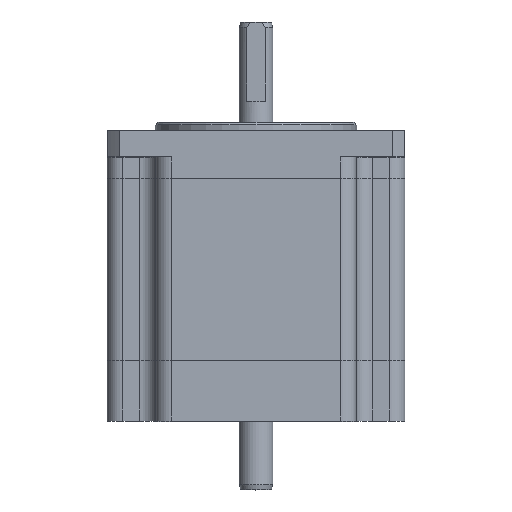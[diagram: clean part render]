
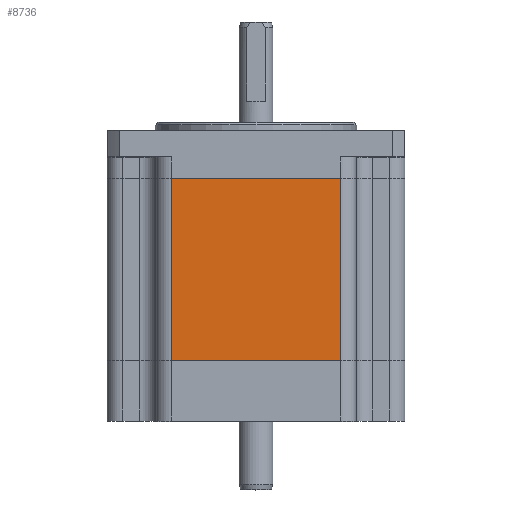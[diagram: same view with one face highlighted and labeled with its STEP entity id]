
A CAD part, top view. The second image highlights one B-rep face of the part: STEP entity #8736.
In plain terms, the highlighted planar face has unit normal (0, 0, 1).
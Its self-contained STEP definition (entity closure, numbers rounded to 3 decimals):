
#1366=FACE_OUTER_BOUND('',#1872,.T.);
#1872=EDGE_LOOP('',(#6970,#6971,#6972,#6973));
#2514=LINE('',#14188,#3297);
#2517=LINE('',#14200,#3300);
#2628=LINE('',#14484,#3411);
#2658=LINE('',#14560,#3441);
#3297=VECTOR('',#10899,1000.);
#3300=VECTOR('',#10910,1000.);
#3411=VECTOR('',#11135,1000.);
#3441=VECTOR('',#11215,1000.);
#4172=VERTEX_POINT('',#14184);
#4174=VERTEX_POINT('',#14187);
#4177=VERTEX_POINT('',#14194);
#4179=VERTEX_POINT('',#14198);
#5108=EDGE_CURVE('',#4174,#4172,#2514,.T.);
#5114=EDGE_CURVE('',#4177,#4179,#2517,.T.);
#5255=EDGE_CURVE('',#4174,#4179,#2628,.T.);
#5299=EDGE_CURVE('',#4172,#4177,#2658,.T.);
#6970=ORIENTED_EDGE('',*,*,#5299,.T.);
#6971=ORIENTED_EDGE('',*,*,#5114,.T.);
#6972=ORIENTED_EDGE('',*,*,#5255,.F.);
#6973=ORIENTED_EDGE('',*,*,#5108,.T.);
#8400=PLANE('',#9471);
#8736=ADVANCED_FACE('',(#1366),#8400,.F.);
#9471=AXIS2_PLACEMENT_3D('',#14559,#11213,#11214);
#10899=DIRECTION('',(0.,-1.,0.));
#10910=DIRECTION('',(0.,1.,0.));
#11135=DIRECTION('',(1.,0.,0.));
#11213=DIRECTION('center_axis',(0.,0.,-1.));
#11214=DIRECTION('ref_axis',(-1.,0.,0.));
#11215=DIRECTION('',(1.,0.,0.));
#14184=CARTESIAN_POINT('',(-0.15,11.51,47.65));
#14187=CARTESIAN_POINT('',(-0.15,45.99,47.65));
#14188=CARTESIAN_POINT('',(-0.15,55.,47.65));
#14194=CARTESIAN_POINT('',(31.85,11.51,47.65));
#14198=CARTESIAN_POINT('',(31.85,45.99,47.65));
#14200=CARTESIAN_POINT('',(31.85,55.,47.65));
#14484=CARTESIAN_POINT('',(-10.066,45.99,47.65));
#14559=CARTESIAN_POINT('Origin',(-10.066,55.,47.65));
#14560=CARTESIAN_POINT('',(-10.066,11.51,47.65));
